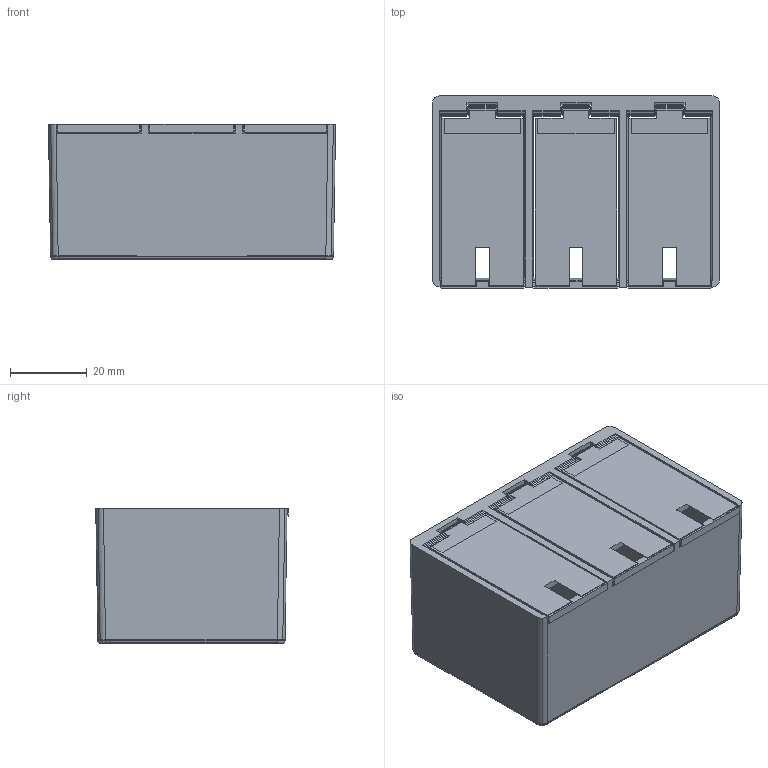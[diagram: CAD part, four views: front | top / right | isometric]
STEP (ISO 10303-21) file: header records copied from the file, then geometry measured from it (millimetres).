
FILE_DESCRIPTION(('STEP AP214'),'1');
FILE_NAME('MED-BOX-WITH-LID-4C-3c-short.stp','2018-10-01T15:05:23',(''),(''),'Spatial InterOp 3D',' ',' ');
FILE_SCHEMA(('automotive_design'));
Length unit declared in the file: inch
Products named in the file (7): 1; 2; 3; 4; Part_399097; Part_401268; Part_399563
Bounding box: 74.97 x 50.27 x 35.3 mm (x, y, z)
Volume: 26808.5 mm3; surface area: 30979.4 mm2
Topology: 7 solids, 7 shells, 606 faces, 1397 edges, 808 vertices
Faces by surface type: plane 535, cylinder 42, bspline 25, extrusion 4
Entity records: 22692 total; most frequent: CARTESIAN_POINT 4256, ORIENTED_EDGE 2794, DIRECTION 2636, EDGE_CURVE 1397, VECTOR 1264, LINE 1260, VERTEX_POINT 808, AXIS2_PLACEMENT_3D 686
